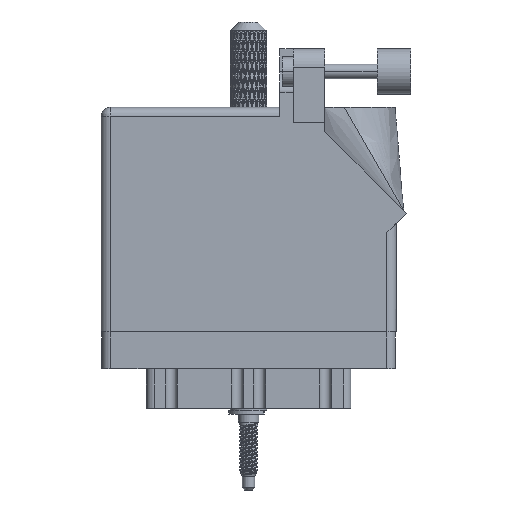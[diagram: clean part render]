
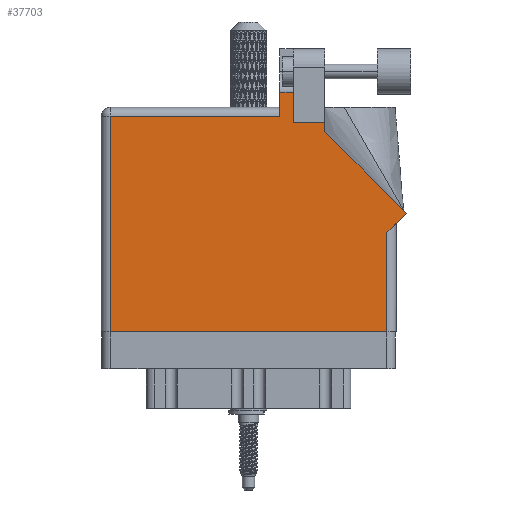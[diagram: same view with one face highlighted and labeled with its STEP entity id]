
A CAD part, front view. The second image highlights one B-rep face of the part: STEP entity #37703.
In plain terms, the highlighted face is planar.
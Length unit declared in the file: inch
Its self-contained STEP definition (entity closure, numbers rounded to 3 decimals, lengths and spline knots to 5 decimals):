
#838 = DIRECTION ( 'NONE',  ( 0.707, 0.707, 0. ) ) ;
#1446 = DIRECTION ( 'NONE',  ( -1., 0., 0. ) ) ;
#1491 = EDGE_CURVE ( 'NONE', #36019, #60303, #63675, .T. ) ;
#2878 = EDGE_CURVE ( 'NONE', #22502, #36019, #69588, .T. ) ;
#4298 = CARTESIAN_POINT ( 'NONE',  ( 0., 0., 0. ) ) ;
#7164 = PLANE ( 'NONE',  #41598 ) ;
#7474 = VERTEX_POINT ( 'NONE', #54187 ) ;
#8900 = EDGE_CURVE ( 'NONE', #22224, #7474, #56896, .T. ) ;
#9879 = DIRECTION ( 'NONE',  ( -1., 0., 0. ) ) ;
#9939 = EDGE_CURVE ( 'NONE', #60303, #65095, #55613, .T. ) ;
#11499 = CARTESIAN_POINT ( 'NONE',  ( 1.217, 1.53, 0. ) ) ;
#11995 = ORIENTED_EDGE ( 'NONE', *, *, #26173, .T. ) ;
#12913 = CARTESIAN_POINT ( 'NONE',  ( 1.948, 0.675, 0. ) ) ;
#15105 = VECTOR ( 'NONE', #71367, 39.37008 ) ;
#20098 = VECTOR ( 'NONE', #1446, 39.37008 ) ;
#21964 = FACE_OUTER_BOUND ( 'NONE', #45639, .T. ) ;
#22159 = VECTOR ( 'NONE', #82572, 39.37008 ) ;
#22224 = VERTEX_POINT ( 'NONE', #53790 ) ;
#22502 = VERTEX_POINT ( 'NONE', #37026 ) ;
#23084 = VECTOR ( 'NONE', #46751, 39.37008 ) ;
#23386 = ORIENTED_EDGE ( 'NONE', *, *, #56424, .T. ) ;
#23813 = CARTESIAN_POINT ( 'NONE',  ( 2.01, 0.737, 0. ) ) ;
#26173 = EDGE_CURVE ( 'NONE', #41873, #55813, #88665, .T. ) ;
#31049 = CARTESIAN_POINT ( 'NONE',  ( 1.524, 1.36442, 0. ) ) ;
#32443 = VECTOR ( 'NONE', #41102, 39.37008 ) ;
#32493 = CARTESIAN_POINT ( 'NONE',  ( 1.311, 1.43, 0. ) ) ;
#32947 = ORIENTED_EDGE ( 'NONE', *, *, #82030, .T. ) ;
#33492 = LINE ( 'NONE', #11499, #86575 ) ;
#34815 = VERTEX_POINT ( 'NONE', #31049 ) ;
#35496 = VECTOR ( 'NONE', #45462, 39.37008 ) ;
#35868 = EDGE_CURVE ( 'NONE', #55813, #49744, #36572, .T. ) ;
#35970 = DIRECTION ( 'NONE',  ( 1., 0., 0. ) ) ;
#36019 = VERTEX_POINT ( 'NONE', #70819 ) ;
#36500 = CARTESIAN_POINT ( 'NONE',  ( 1.948, 0., 0. ) ) ;
#36572 = LINE ( 'NONE', #51411, #22159 ) ;
#36853 = ORIENTED_EDGE ( 'NONE', *, *, #54104, .T. ) ;
#37026 = CARTESIAN_POINT ( 'NONE',  ( 1.524, 1.43, 0. ) ) ;
#37703 = ADVANCED_FACE ( 'NONE', ( #21964 ), #7164, .F. ) ;
#40074 = CARTESIAN_POINT ( 'NONE',  ( 0., 1.468, 0. ) ) ;
#40741 = ORIENTED_EDGE ( 'NONE', *, *, #2878, .T. ) ;
#41102 = DIRECTION ( 'NONE',  ( -0.707, 0.707, 0. ) ) ;
#41466 = ORIENTED_EDGE ( 'NONE', *, *, #1491, .T. ) ;
#41598 = AXIS2_PLACEMENT_3D ( 'NONE', #53691, #99634, #84326 ) ;
#41797 = ORIENTED_EDGE ( 'NONE', *, *, #35868, .T. ) ;
#41873 = VERTEX_POINT ( 'NONE', #50578 ) ;
#45417 = ORIENTED_EDGE ( 'NONE', *, *, #49642, .T. ) ;
#45462 = DIRECTION ( 'NONE',  ( 0., -1., 0. ) ) ;
#45639 = EDGE_LOOP ( 'NONE', ( #41466, #83072, #36853, #51444, #32947, #11995, #41797, #95163, #45417, #23386, #40741 ) ) ;
#46751 = DIRECTION ( 'NONE',  ( 0., 1., 0. ) ) ;
#49642 = EDGE_CURVE ( 'NONE', #92319, #34815, #58437, .T. ) ;
#49744 = VERTEX_POINT ( 'NONE', #12913 ) ;
#50578 = CARTESIAN_POINT ( 'NONE',  ( 0.062, 0., 0. ) ) ;
#51411 = CARTESIAN_POINT ( 'NONE',  ( 1.948, 0.737, 0. ) ) ;
#51444 = ORIENTED_EDGE ( 'NONE', *, *, #8900, .T. ) ;
#53691 = CARTESIAN_POINT ( 'NONE',  ( 0., 1.53, 0. ) ) ;
#53790 = CARTESIAN_POINT ( 'NONE',  ( 1.217, 1.468, 0. ) ) ;
#54104 = EDGE_CURVE ( 'NONE', #65095, #22224, #33492, .T. ) ;
#54187 = CARTESIAN_POINT ( 'NONE',  ( 0.062, 1.468, 0. ) ) ;
#54618 = DIRECTION ( 'NONE',  ( -1., 0., 0. ) ) ;
#55613 = LINE ( 'NONE', #84749, #88619 ) ;
#55813 = VERTEX_POINT ( 'NONE', #36500 ) ;
#56424 = EDGE_CURVE ( 'NONE', #34815, #22502, #77935, .T. ) ;
#56587 = VECTOR ( 'NONE', #838, 39.37008 ) ;
#56896 = LINE ( 'NONE', #40074, #64096 ) ;
#58437 = LINE ( 'NONE', #97759, #32443 ) ;
#59260 = CARTESIAN_POINT ( 'NONE',  ( 1.311, 1.6315, 0. ) ) ;
#60151 = CARTESIAN_POINT ( 'NONE',  ( 2.08071, 0.80771, 0. ) ) ;
#60303 = VERTEX_POINT ( 'NONE', #59260 ) ;
#63675 = LINE ( 'NONE', #32493, #15105 ) ;
#64096 = VECTOR ( 'NONE', #9879, 39.37008 ) ;
#65095 = VERTEX_POINT ( 'NONE', #97737 ) ;
#68455 = CARTESIAN_POINT ( 'NONE',  ( 0.062, 0., 0. ) ) ;
#68822 = LINE ( 'NONE', #23813, #56587 ) ;
#69588 = LINE ( 'NONE', #100738, #20098 ) ;
#70819 = CARTESIAN_POINT ( 'NONE',  ( 1.311, 1.43, 0. ) ) ;
#71367 = DIRECTION ( 'NONE',  ( 0., 1., 0. ) ) ;
#76191 = EDGE_CURVE ( 'NONE', #49744, #92319, #68822, .T. ) ;
#77935 = LINE ( 'NONE', #99345, #23084 ) ;
#82030 = EDGE_CURVE ( 'NONE', #7474, #41873, #85326, .T. ) ;
#82572 = DIRECTION ( 'NONE',  ( 0., 1., 0. ) ) ;
#83072 = ORIENTED_EDGE ( 'NONE', *, *, #9939, .T. ) ;
#84326 = DIRECTION ( 'NONE',  ( -1., 0., 0. ) ) ;
#84749 = CARTESIAN_POINT ( 'NONE',  ( 1.64177, 1.6315, 0. ) ) ;
#85326 = LINE ( 'NONE', #68455, #35496 ) ;
#86575 = VECTOR ( 'NONE', #95842, 39.37008 ) ;
#87755 = VECTOR ( 'NONE', #35970, 39.37008 ) ;
#88619 = VECTOR ( 'NONE', #54618, 39.37008 ) ;
#88665 = LINE ( 'NONE', #4298, #87755 ) ;
#92319 = VERTEX_POINT ( 'NONE', #60151 ) ;
#95163 = ORIENTED_EDGE ( 'NONE', *, *, #76191, .T. ) ;
#95842 = DIRECTION ( 'NONE',  ( 0., -1., 0. ) ) ;
#97737 = CARTESIAN_POINT ( 'NONE',  ( 1.217, 1.6315, 0. ) ) ;
#97759 = CARTESIAN_POINT ( 'NONE',  ( 2.08071, 0.80771, 0. ) ) ;
#99345 = CARTESIAN_POINT ( 'NONE',  ( 1.524, 1.36442, 0. ) ) ;
#99634 = DIRECTION ( 'NONE',  ( 0., 0., -1. ) ) ;
#100738 = CARTESIAN_POINT ( 'NONE',  ( 1.524, 1.43, 0. ) ) ;
